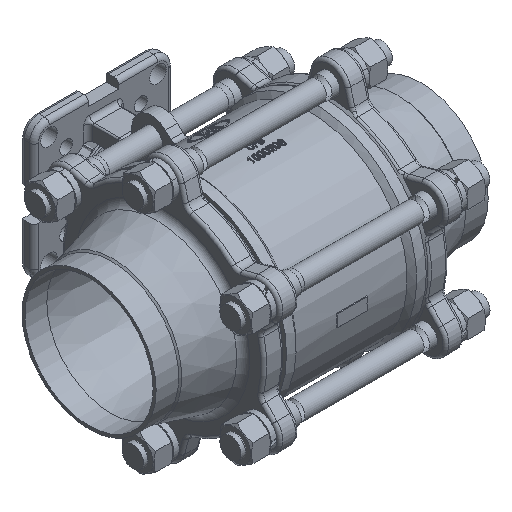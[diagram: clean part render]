
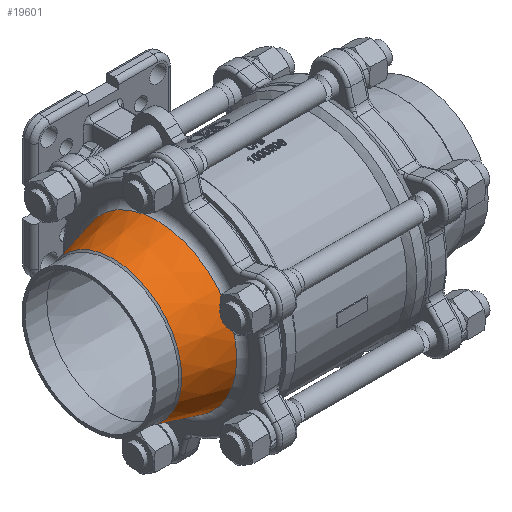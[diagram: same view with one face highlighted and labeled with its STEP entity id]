
A CAD part, isometric view. The second image highlights one B-rep face of the part: STEP entity #19601.
In plain terms, the highlighted conical face has half-angle 14.496 degrees and reference radius 52.917 mm.
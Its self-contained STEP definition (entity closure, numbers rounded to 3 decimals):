
#1804=CONICAL_SURFACE('',#21409,52.917,0.253);
#2327=FACE_OUTER_BOUND('',#3584,.T.);
#3584=EDGE_LOOP('',(#15207,#15208,#15209,#15210,#15211));
#4934=LINE('',#43151,#6189);
#6189=VECTOR('',#25144,52.917);
#7409=CIRCLE('',#21405,52.917);
#7410=CIRCLE('',#21406,52.917);
#7413=CIRCLE('',#21410,45.425);
#8879=VERTEX_POINT('',#43142);
#8880=VERTEX_POINT('',#43143);
#8882=VERTEX_POINT('',#43150);
#11169=EDGE_CURVE('',#8879,#8880,#7409,.T.);
#11170=EDGE_CURVE('',#8880,#8879,#7410,.T.);
#11173=EDGE_CURVE('',#8879,#8882,#4934,.T.);
#11174=EDGE_CURVE('',#8882,#8882,#7413,.T.);
#15207=ORIENTED_EDGE('',*,*,#11169,.T.);
#15208=ORIENTED_EDGE('',*,*,#11170,.T.);
#15209=ORIENTED_EDGE('',*,*,#11173,.T.);
#15210=ORIENTED_EDGE('',*,*,#11174,.F.);
#15211=ORIENTED_EDGE('',*,*,#11173,.F.);
#19601=ADVANCED_FACE('',(#2327),#1804,.T.);
#21405=AXIS2_PLACEMENT_3D('',#43144,#25134,#25135);
#21406=AXIS2_PLACEMENT_3D('',#43145,#25136,#25137);
#21409=AXIS2_PLACEMENT_3D('',#43149,#25142,#25143);
#21410=AXIS2_PLACEMENT_3D('',#43152,#25145,#25146);
#25134=DIRECTION('center_axis',(-1.,0.,0.));
#25135=DIRECTION('ref_axis',(0.,0.5,0.866));
#25136=DIRECTION('center_axis',(-1.,0.,0.));
#25137=DIRECTION('ref_axis',(0.,0.5,0.866));
#25142=DIRECTION('center_axis',(1.,0.,0.));
#25143=DIRECTION('ref_axis',(0.,-0.5,-0.866));
#25144=DIRECTION('',(-0.968,-0.125,-0.217));
#25145=DIRECTION('center_axis',(-1.,0.,0.));
#25146=DIRECTION('ref_axis',(0.,0.5,0.866));
#43142=CARTESIAN_POINT('',(-65.048,26.458,45.827));
#43143=CARTESIAN_POINT('',(-65.048,-26.458,-45.827));
#43144=CARTESIAN_POINT('Origin',(-65.048,0.,
0.));
#43145=CARTESIAN_POINT('Origin',(-65.048,0.,
0.));
#43149=CARTESIAN_POINT('Origin',(-65.048,0.,
0.));
#43150=CARTESIAN_POINT('',(-94.025,22.712,39.339));
#43151=CARTESIAN_POINT('',(-65.048,26.458,45.827));
#43152=CARTESIAN_POINT('Origin',(-94.025,0.,
0.));
